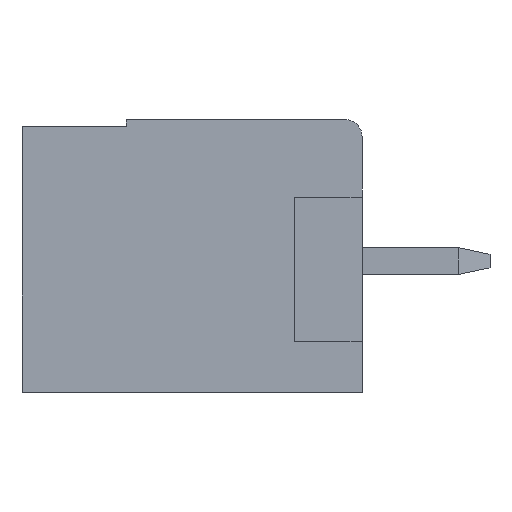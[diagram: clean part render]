
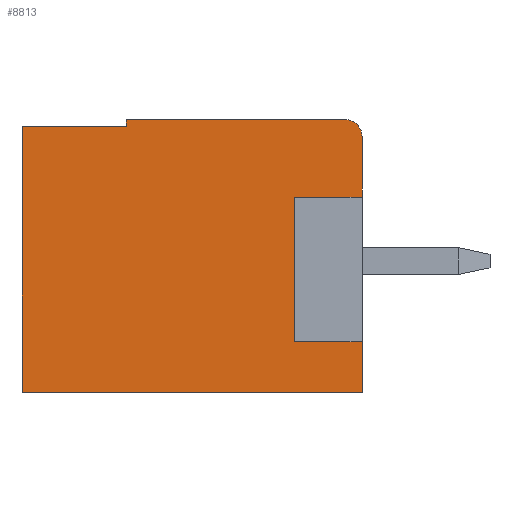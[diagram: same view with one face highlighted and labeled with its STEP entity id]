
A CAD part, left-side view. The second image highlights one B-rep face of the part: STEP entity #8813.
In plain terms, the highlighted planar face has unit normal (-1, 0, 0).
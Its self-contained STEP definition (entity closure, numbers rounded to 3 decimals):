
#93 = LINE ( 'NONE', #10511, #12210 ) ;
#635 = ORIENTED_EDGE ( 'NONE', *, *, #2670, .T. ) ;
#892 = LINE ( 'NONE', #3629, #15404 ) ;
#1850 = CARTESIAN_POINT ( 'NONE',  ( 0., 0., 0. ) ) ;
#2670 = EDGE_CURVE ( 'NONE', #32597, #21276, #93, .T. ) ;
#3264 = VECTOR ( 'NONE', #9487, 1000. ) ;
#3629 = CARTESIAN_POINT ( 'NONE',  ( 0., 10.1, 7.9 ) ) ;
#3670 = CARTESIAN_POINT ( 'NONE',  ( 0., 0.5, 8.1 ) ) ;
#4088 = FACE_OUTER_BOUND ( 'NONE', #10415, .T. ) ;
#4210 = VERTEX_POINT ( 'NONE', #27630 ) ;
#4883 = LINE ( 'NONE', #20198, #3264 ) ;
#5164 = DIRECTION ( 'NONE',  ( 0., 0., 1. ) ) ;
#5218 = VECTOR ( 'NONE', #6993, 1000. ) ;
#5541 = VECTOR ( 'NONE', #31525, 1000. ) ;
#5583 = VECTOR ( 'NONE', #5164, 1000. ) ;
#5710 = EDGE_CURVE ( 'NONE', #29440, #22703, #23536, .T. ) ;
#5803 = ORIENTED_EDGE ( 'NONE', *, *, #31870, .F. ) ;
#6319 = EDGE_CURVE ( 'NONE', #21276, #20411, #26723, .T. ) ;
#6425 = CARTESIAN_POINT ( 'NONE',  ( 0., 0., 1.5 ) ) ;
#6470 = EDGE_CURVE ( 'NONE', #9562, #29981, #20784, .T. ) ;
#6993 = DIRECTION ( 'NONE',  ( 0., -1., 0. ) ) ;
#7111 = EDGE_CURVE ( 'NONE', #8854, #29981, #15593, .T. ) ;
#8150 = CARTESIAN_POINT ( 'NONE',  ( 0., 0., 5.8 ) ) ;
#8381 = VERTEX_POINT ( 'NONE', #17109 ) ;
#8609 = DIRECTION ( 'NONE',  ( 0., -1., 0. ) ) ;
#8813 = ADVANCED_FACE ( 'NONE', ( #4088 ), #30272, .F. ) ;
#8854 = VERTEX_POINT ( 'NONE', #1850 ) ;
#9407 = AXIS2_PLACEMENT_3D ( 'NONE', #17366, #27070, #11743 ) ;
#9487 = DIRECTION ( 'NONE',  ( 0., 0., -1. ) ) ;
#9562 = VERTEX_POINT ( 'NONE', #23056 ) ;
#9821 = ORIENTED_EDGE ( 'NONE', *, *, #13102, .T. ) ;
#9896 = ORIENTED_EDGE ( 'NONE', *, *, #6470, .F. ) ;
#10192 = VECTOR ( 'NONE', #8609, 1000. ) ;
#10415 = EDGE_LOOP ( 'NONE', ( #635, #26065, #30724, #24931, #11370, #19685, #9821, #26208, #9896, #11770, #5803 ) ) ;
#10511 = CARTESIAN_POINT ( 'NONE',  ( 0., 0., 8.1 ) ) ;
#10853 = VECTOR ( 'NONE', #24974, 1000. ) ;
#11291 = DIRECTION ( 'NONE',  ( 0., -1., 0. ) ) ;
#11370 = ORIENTED_EDGE ( 'NONE', *, *, #25466, .F. ) ;
#11743 = DIRECTION ( 'NONE',  ( 0., 0., -1. ) ) ;
#11770 = ORIENTED_EDGE ( 'NONE', *, *, #17489, .F. ) ;
#12210 = VECTOR ( 'NONE', #14931, 1000. ) ;
#13079 = CARTESIAN_POINT ( 'NONE',  ( 0., 7., 8.1 ) ) ;
#13102 = EDGE_CURVE ( 'NONE', #4210, #8854, #19744, .T. ) ;
#14412 = LINE ( 'NONE', #14582, #10853 ) ;
#14582 = CARTESIAN_POINT ( 'NONE',  ( 0., 0., 5.8 ) ) ;
#14931 = DIRECTION ( 'NONE',  ( 0., 0., 1. ) ) ;
#15404 = VECTOR ( 'NONE', #11291, 1000. ) ;
#15593 = LINE ( 'NONE', #18306, #16916 ) ;
#15766 = DIRECTION ( 'NONE',  ( 0., 0., 1. ) ) ;
#16087 = VERTEX_POINT ( 'NONE', #17497 ) ;
#16385 = CARTESIAN_POINT ( 'NONE',  ( 0., 7., 7.9 ) ) ;
#16395 = AXIS2_PLACEMENT_3D ( 'NONE', #21991, #17232, #32370 ) ;
#16916 = VECTOR ( 'NONE', #15766, 1000. ) ;
#17048 = CARTESIAN_POINT ( 'NONE',  ( 0., 10.1, 0. ) ) ;
#17109 = CARTESIAN_POINT ( 'NONE',  ( 0., 10.1, 7.9 ) ) ;
#17232 = DIRECTION ( 'NONE',  ( -1., 0., 0. ) ) ;
#17366 = CARTESIAN_POINT ( 'NONE',  ( 0., 10.1, 8.1 ) ) ;
#17489 = EDGE_CURVE ( 'NONE', #16087, #9562, #4883, .T. ) ;
#17497 = CARTESIAN_POINT ( 'NONE',  ( 0., 2., 5.8 ) ) ;
#18084 = CARTESIAN_POINT ( 'NONE',  ( 0., 10.1, 8.1 ) ) ;
#18306 = CARTESIAN_POINT ( 'NONE',  ( 0., 0., 8.1 ) ) ;
#18494 = CARTESIAN_POINT ( 'NONE',  ( 0., 10.1, 8.1 ) ) ;
#18820 = LINE ( 'NONE', #18494, #10192 ) ;
#19394 = EDGE_CURVE ( 'NONE', #22703, #20411, #18820, .T. ) ;
#19685 = ORIENTED_EDGE ( 'NONE', *, *, #26476, .F. ) ;
#19744 = LINE ( 'NONE', #17048, #5218 ) ;
#20198 = CARTESIAN_POINT ( 'NONE',  ( 0., 2., 5.8 ) ) ;
#20411 = VERTEX_POINT ( 'NONE', #3670 ) ;
#20784 = LINE ( 'NONE', #31145, #28094 ) ;
#21276 = VERTEX_POINT ( 'NONE', #29928 ) ;
#21991 = CARTESIAN_POINT ( 'NONE',  ( 0., 0.5, 7.6 ) ) ;
#22703 = VERTEX_POINT ( 'NONE', #13079 ) ;
#23056 = CARTESIAN_POINT ( 'NONE',  ( 0., 2., 1.5 ) ) ;
#23536 = LINE ( 'NONE', #16385, #5541 ) ;
#24931 = ORIENTED_EDGE ( 'NONE', *, *, #5710, .F. ) ;
#24974 = DIRECTION ( 'NONE',  ( 0., 1., 0. ) ) ;
#25234 = LINE ( 'NONE', #18084, #5583 ) ;
#25466 = EDGE_CURVE ( 'NONE', #8381, #29440, #892, .T. ) ;
#26065 = ORIENTED_EDGE ( 'NONE', *, *, #6319, .T. ) ;
#26208 = ORIENTED_EDGE ( 'NONE', *, *, #7111, .T. ) ;
#26476 = EDGE_CURVE ( 'NONE', #4210, #8381, #25234, .T. ) ;
#26723 = CIRCLE ( 'NONE', #16395, 0.5 ) ;
#27070 = DIRECTION ( 'NONE',  ( 1., 0., 0. ) ) ;
#27630 = CARTESIAN_POINT ( 'NONE',  ( 0., 10.1, 0. ) ) ;
#28094 = VECTOR ( 'NONE', #28104, 1000. ) ;
#28104 = DIRECTION ( 'NONE',  ( 0., -1., 0. ) ) ;
#29440 = VERTEX_POINT ( 'NONE', #32698 ) ;
#29928 = CARTESIAN_POINT ( 'NONE',  ( 0., 0., 7.6 ) ) ;
#29981 = VERTEX_POINT ( 'NONE', #6425 ) ;
#30272 = PLANE ( 'NONE',  #9407 ) ;
#30724 = ORIENTED_EDGE ( 'NONE', *, *, #19394, .F. ) ;
#31145 = CARTESIAN_POINT ( 'NONE',  ( 0., 0., 1.5 ) ) ;
#31525 = DIRECTION ( 'NONE',  ( 0., 0., 1. ) ) ;
#31870 = EDGE_CURVE ( 'NONE', #32597, #16087, #14412, .T. ) ;
#32370 = DIRECTION ( 'NONE',  ( 0., 0., -1. ) ) ;
#32597 = VERTEX_POINT ( 'NONE', #8150 ) ;
#32698 = CARTESIAN_POINT ( 'NONE',  ( 0., 7., 7.9 ) ) ;
